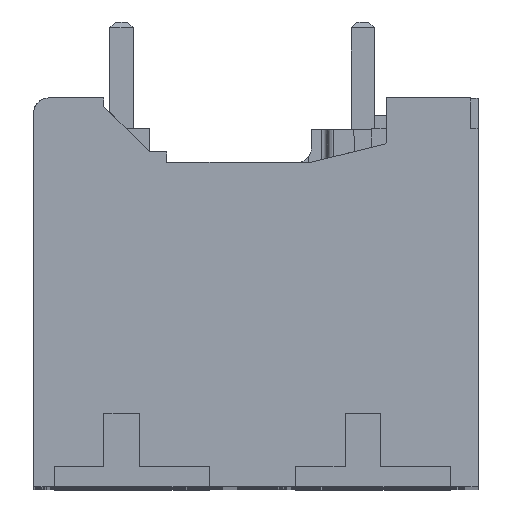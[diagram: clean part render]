
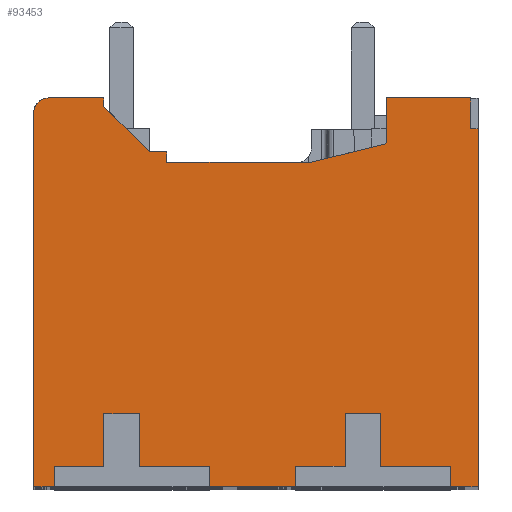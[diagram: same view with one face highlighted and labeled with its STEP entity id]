
A CAD part, top view. The second image highlights one B-rep face of the part: STEP entity #93453.
In plain terms, the highlighted planar face has unit normal (0, 0, 1).
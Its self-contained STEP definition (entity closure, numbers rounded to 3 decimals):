
#23347=DIRECTION('',(0.,1.,0.));
#23348=VECTOR('',#23347,12.25);
#23349=CARTESIAN_POINT('',(12.2,0.,2.2));
#23350=LINE('',#23349,#23348);
#24252=DIRECTION('',(-1.,0.,0.));
#24253=VECTOR('',#24252,4.959);
#24254=CARTESIAN_POINT('',(6.505,11.1,2.2));
#24255=LINE('',#24254,#24253);
#28332=DIRECTION('',(0.707,0.707,0.));
#28333=VECTOR('',#28332,0.039);
#28334=CARTESIAN_POINT('',(9.032,11.732,2.2));
#28335=LINE('',#28334,#28333);
#28336=DIRECTION('',(0.,1.,0.));
#28337=VECTOR('',#28336,1.541);
#28338=CARTESIAN_POINT('',(9.059,11.759,2.2));
#28339=LINE('',#28338,#28337);
#28340=DIRECTION('',(1.,0.,0.));
#28341=VECTOR('',#28340,2.878);
#28342=CARTESIAN_POINT('',(9.059,13.3,2.2));
#28343=LINE('',#28342,#28341);
#28344=DIRECTION('',(0.,-1.,0.));
#28345=VECTOR('',#28344,1.05);
#28346=CARTESIAN_POINT('',(11.938,13.3,2.2));
#28347=LINE('',#28346,#28345);
#28348=DIRECTION('',(-1.,0.,0.));
#28349=VECTOR('',#28348,0.95);
#28350=CARTESIAN_POINT('',(12.2,0.,2.2));
#28351=LINE('',#28350,#28349);
#28352=DIRECTION('',(0.,1.,0.));
#28353=VECTOR('',#28352,0.7);
#28354=CARTESIAN_POINT('',(11.25,0.,2.2));
#28355=LINE('',#28354,#28353);
#28356=DIRECTION('',(0.,1.,0.));
#28357=VECTOR('',#28356,1.8);
#28358=CARTESIAN_POINT('',(8.85,0.7,2.2));
#28359=LINE('',#28358,#28357);
#28360=DIRECTION('',(-1.,0.,0.));
#28361=VECTOR('',#28360,2.95);
#28362=CARTESIAN_POINT('',(5.95,0.,2.2));
#28363=LINE('',#28362,#28361);
#28364=DIRECTION('',(0.,1.,0.));
#28365=VECTOR('',#28364,0.7);
#28366=CARTESIAN_POINT('',(3.,0.,2.2));
#28367=LINE('',#28366,#28365);
#28368=DIRECTION('',(0.,1.,0.));
#28369=VECTOR('',#28368,1.8);
#28370=CARTESIAN_POINT('',(0.6,0.7,2.2));
#28371=LINE('',#28370,#28369);
#28372=DIRECTION('',(-1.,0.,0.));
#28373=VECTOR('',#28372,0.7);
#28374=CARTESIAN_POINT('',(-2.3,0.,2.2));
#28375=LINE('',#28374,#28373);
#28376=CARTESIAN_POINT('',(-2.5,12.8,2.2));
#28377=DIRECTION('',(0.,0.,-1.));
#28378=DIRECTION('',(-1.,0.,0.));
#28379=AXIS2_PLACEMENT_3D('',#28376,#28377,#28378);
#28381=DIRECTION('',(1.,0.,0.));
#28382=VECTOR('',#28381,1.895);
#28383=CARTESIAN_POINT('',(-2.5,13.3,2.2));
#28384=LINE('',#28383,#28382);
#28385=DIRECTION('',(0.,-1.,0.));
#28386=VECTOR('',#28385,0.295);
#28387=CARTESIAN_POINT('',(-0.605,13.3,2.2));
#28388=LINE('',#28387,#28386);
#28389=DIRECTION('',(0.707,-0.707,0.));
#28390=VECTOR('',#28389,2.199);
#28391=CARTESIAN_POINT('',(-0.605,13.005,2.2));
#28392=LINE('',#28391,#28390);
#28393=DIRECTION('',(1.,0.,0.));
#28394=VECTOR('',#28393,0.596);
#28395=CARTESIAN_POINT('',(0.949,11.451,2.2));
#28396=LINE('',#28395,#28394);
#28397=DIRECTION('',(0.,-1.,0.));
#28398=VECTOR('',#28397,0.351);
#28399=CARTESIAN_POINT('',(1.546,11.451,2.2));
#28400=LINE('',#28399,#28398);
#28401=DIRECTION('',(0.97,0.243,0.));
#28402=VECTOR('',#28401,2.604);
#28403=CARTESIAN_POINT('',(6.505,11.1,2.2));
#28404=LINE('',#28403,#28402);
#36489=DIRECTION('',(-1.,0.,0.));
#36490=VECTOR('',#36489,0.262);
#36491=CARTESIAN_POINT('',(12.2,12.25,2.2));
#36492=LINE('',#36491,#36490);
#36505=DIRECTION('',(1.,0.,0.));
#36506=VECTOR('',#36505,2.4);
#36507=CARTESIAN_POINT('',(8.85,0.7,2.2));
#36508=LINE('',#36507,#36506);
#36553=DIRECTION('',(1.,0.,0.));
#36554=VECTOR('',#36553,1.7);
#36555=CARTESIAN_POINT('',(5.95,0.7,2.2));
#36556=LINE('',#36555,#36554);
#36557=DIRECTION('',(0.,1.,0.));
#36558=VECTOR('',#36557,1.8);
#36559=CARTESIAN_POINT('',(7.65,0.7,2.2));
#36560=LINE('',#36559,#36558);
#36565=DIRECTION('',(1.,0.,0.));
#36566=VECTOR('',#36565,1.2);
#36567=CARTESIAN_POINT('',(7.65,2.5,2.2));
#36568=LINE('',#36567,#36566);
#36573=DIRECTION('',(0.,1.,0.));
#36574=VECTOR('',#36573,0.7);
#36575=CARTESIAN_POINT('',(5.95,0.,2.2));
#36576=LINE('',#36575,#36574);
#36585=DIRECTION('',(1.,0.,0.));
#36586=VECTOR('',#36585,2.4);
#36587=CARTESIAN_POINT('',(0.6,0.7,2.2));
#36588=LINE('',#36587,#36586);
#36633=DIRECTION('',(1.,0.,0.));
#36634=VECTOR('',#36633,1.7);
#36635=CARTESIAN_POINT('',(-2.3,0.7,2.2));
#36636=LINE('',#36635,#36634);
#36637=DIRECTION('',(0.,1.,0.));
#36638=VECTOR('',#36637,1.8);
#36639=CARTESIAN_POINT('',(-0.6,0.7,2.2));
#36640=LINE('',#36639,#36638);
#36645=DIRECTION('',(1.,0.,0.));
#36646=VECTOR('',#36645,1.2);
#36647=CARTESIAN_POINT('',(-0.6,2.5,2.2));
#36648=LINE('',#36647,#36646);
#36653=DIRECTION('',(0.,1.,0.));
#36654=VECTOR('',#36653,0.7);
#36655=CARTESIAN_POINT('',(-2.3,0.,2.2));
#36656=LINE('',#36655,#36654);
#36661=DIRECTION('',(0.,-1.,0.));
#36662=VECTOR('',#36661,12.8);
#36663=CARTESIAN_POINT('',(-3.,12.8,2.2));
#36664=LINE('',#36663,#36662);
#42849=CARTESIAN_POINT('',(-3.,0.,2.2));
#42850=VERTEX_POINT('',#42849);
#42851=CARTESIAN_POINT('',(-2.3,0.,2.2));
#42852=VERTEX_POINT('',#42851);
#42857=CARTESIAN_POINT('',(3.,0.,2.2));
#42858=VERTEX_POINT('',#42857);
#42859=CARTESIAN_POINT('',(5.95,0.,2.2));
#42860=VERTEX_POINT('',#42859);
#42865=CARTESIAN_POINT('',(11.25,0.,2.2));
#42866=VERTEX_POINT('',#42865);
#42867=CARTESIAN_POINT('',(12.2,0.,2.2));
#42868=VERTEX_POINT('',#42867);
#43229=CARTESIAN_POINT('',(12.2,12.25,2.2));
#43230=VERTEX_POINT('',#43229);
#43235=CARTESIAN_POINT('',(9.032,11.732,2.2));
#43236=CARTESIAN_POINT('',(9.059,11.759,2.2));
#43237=VERTEX_POINT('',#43235);
#43238=VERTEX_POINT('',#43236);
#43239=CARTESIAN_POINT('',(9.059,13.3,2.2));
#43240=VERTEX_POINT('',#43239);
#43241=CARTESIAN_POINT('',(11.938,13.3,2.2));
#43242=VERTEX_POINT('',#43241);
#43243=CARTESIAN_POINT('',(11.938,12.25,2.2));
#43244=VERTEX_POINT('',#43243);
#43245=CARTESIAN_POINT('',(11.25,0.7,2.2));
#43246=VERTEX_POINT('',#43245);
#43247=CARTESIAN_POINT('',(8.85,0.7,2.2));
#43248=VERTEX_POINT('',#43247);
#43249=CARTESIAN_POINT('',(8.85,2.5,2.2));
#43250=VERTEX_POINT('',#43249);
#43251=CARTESIAN_POINT('',(7.65,2.5,2.2));
#43252=VERTEX_POINT('',#43251);
#43253=CARTESIAN_POINT('',(7.65,0.7,2.2));
#43254=VERTEX_POINT('',#43253);
#43255=CARTESIAN_POINT('',(5.95,0.7,2.2));
#43256=VERTEX_POINT('',#43255);
#43257=CARTESIAN_POINT('',(3.,0.7,2.2));
#43258=VERTEX_POINT('',#43257);
#43259=CARTESIAN_POINT('',(0.6,0.7,2.2));
#43260=VERTEX_POINT('',#43259);
#43261=CARTESIAN_POINT('',(0.6,2.5,2.2));
#43262=VERTEX_POINT('',#43261);
#43263=CARTESIAN_POINT('',(-0.6,2.5,2.2));
#43264=VERTEX_POINT('',#43263);
#43265=CARTESIAN_POINT('',(-0.6,0.7,2.2));
#43266=VERTEX_POINT('',#43265);
#43267=CARTESIAN_POINT('',(-2.3,0.7,2.2));
#43268=VERTEX_POINT('',#43267);
#43269=CARTESIAN_POINT('',(-3.,12.8,2.2));
#43270=VERTEX_POINT('',#43269);
#43271=CARTESIAN_POINT('',(-2.5,13.3,2.2));
#43272=VERTEX_POINT('',#43271);
#43273=CARTESIAN_POINT('',(-0.605,13.3,2.2));
#43274=VERTEX_POINT('',#43273);
#43275=CARTESIAN_POINT('',(-0.605,13.005,2.2));
#43276=VERTEX_POINT('',#43275);
#43277=CARTESIAN_POINT('',(0.949,11.451,2.2));
#43278=VERTEX_POINT('',#43277);
#43279=CARTESIAN_POINT('',(1.546,11.451,2.2));
#43280=VERTEX_POINT('',#43279);
#43281=CARTESIAN_POINT('',(1.546,11.1,2.2));
#43282=VERTEX_POINT('',#43281);
#43283=CARTESIAN_POINT('',(6.505,11.1,2.2));
#43284=VERTEX_POINT('',#43283);
#93394=CARTESIAN_POINT('',(0.,0.,2.2));
#93395=DIRECTION('',(0.,0.,1.));
#93396=DIRECTION('',(1.,0.,0.));
#93397=AXIS2_PLACEMENT_3D('',#93394,#93395,#93396);
#93398=PLANE('',#93397);
#93400=ORIENTED_EDGE('',*,*,#93399,.T.);
#93401=ORIENTED_EDGE('',*,*,#87931,.T.);
#93402=ORIENTED_EDGE('',*,*,#87908,.T.);
#93404=ORIENTED_EDGE('',*,*,#93403,.T.);
#93406=ORIENTED_EDGE('',*,*,#93405,.F.);
#93407=ORIENTED_EDGE('',*,*,#87641,.F.);
#93408=ORIENTED_EDGE('',*,*,#55176,.T.);
#93410=ORIENTED_EDGE('',*,*,#93409,.T.);
#93412=ORIENTED_EDGE('',*,*,#93411,.F.);
#93414=ORIENTED_EDGE('',*,*,#93413,.T.);
#93416=ORIENTED_EDGE('',*,*,#93415,.F.);
#93418=ORIENTED_EDGE('',*,*,#93417,.F.);
#93420=ORIENTED_EDGE('',*,*,#93419,.F.);
#93422=ORIENTED_EDGE('',*,*,#93421,.F.);
#93423=ORIENTED_EDGE('',*,*,#55168,.T.);
#93425=ORIENTED_EDGE('',*,*,#93424,.T.);
#93427=ORIENTED_EDGE('',*,*,#93426,.F.);
#93429=ORIENTED_EDGE('',*,*,#93428,.T.);
#93431=ORIENTED_EDGE('',*,*,#93430,.F.);
#93433=ORIENTED_EDGE('',*,*,#93432,.F.);
#93435=ORIENTED_EDGE('',*,*,#93434,.F.);
#93437=ORIENTED_EDGE('',*,*,#93436,.F.);
#93438=ORIENTED_EDGE('',*,*,#55160,.T.);
#93440=ORIENTED_EDGE('',*,*,#93439,.F.);
#93441=ORIENTED_EDGE('',*,*,#93387,.T.);
#93442=ORIENTED_EDGE('',*,*,#89967,.T.);
#93443=ORIENTED_EDGE('',*,*,#89948,.T.);
#93445=ORIENTED_EDGE('',*,*,#93444,.T.);
#93446=ORIENTED_EDGE('',*,*,#89069,.T.);
#93447=ORIENTED_EDGE('',*,*,#89030,.T.);
#93448=ORIENTED_EDGE('',*,*,#88549,.F.);
#93450=ORIENTED_EDGE('',*,*,#93449,.T.);
#93451=EDGE_LOOP('',(#93400,#93401,#93402,#93404,#93406,#93407,#93408,#93410,
#93412,#93414,#93416,#93418,#93420,#93422,#93423,#93425,#93427,#93429,#93431,
#93433,#93435,#93437,#93438,#93440,#93441,#93442,#93443,#93445,#93446,#93447,
#93448,#93450));
#93452=FACE_OUTER_BOUND('',#93451,.F.);
#93453=ADVANCED_FACE('',(#93452),#93398,.T.);
#28380=CIRCLE('',#28379,0.5);
#55160=EDGE_CURVE('',#42852,#42850,#28375,.T.);
#55168=EDGE_CURVE('',#42860,#42858,#28363,.T.);
#55176=EDGE_CURVE('',#42868,#42866,#28351,.T.);
#87641=EDGE_CURVE('',#42868,#43230,#23350,.T.);
#87908=EDGE_CURVE('',#43240,#43242,#28343,.T.);
#87931=EDGE_CURVE('',#43238,#43240,#28339,.T.);
#88549=EDGE_CURVE('',#43284,#43282,#24255,.T.);
#89030=EDGE_CURVE('',#43280,#43282,#28400,.T.);
#89069=EDGE_CURVE('',#43278,#43280,#28396,.T.);
#89948=EDGE_CURVE('',#43274,#43276,#28388,.T.);
#89967=EDGE_CURVE('',#43272,#43274,#28384,.T.);
#93387=EDGE_CURVE('',#43270,#43272,#28380,.T.);
#93399=EDGE_CURVE('',#43237,#43238,#28335,.T.);
#93403=EDGE_CURVE('',#43242,#43244,#28347,.T.);
#93405=EDGE_CURVE('',#43230,#43244,#36492,.T.);
#93409=EDGE_CURVE('',#42866,#43246,#28355,.T.);
#93411=EDGE_CURVE('',#43248,#43246,#36508,.T.);
#93413=EDGE_CURVE('',#43248,#43250,#28359,.T.);
#93415=EDGE_CURVE('',#43252,#43250,#36568,.T.);
#93417=EDGE_CURVE('',#43254,#43252,#36560,.T.);
#93419=EDGE_CURVE('',#43256,#43254,#36556,.T.);
#93421=EDGE_CURVE('',#42860,#43256,#36576,.T.);
#93424=EDGE_CURVE('',#42858,#43258,#28367,.T.);
#93426=EDGE_CURVE('',#43260,#43258,#36588,.T.);
#93428=EDGE_CURVE('',#43260,#43262,#28371,.T.);
#93430=EDGE_CURVE('',#43264,#43262,#36648,.T.);
#93432=EDGE_CURVE('',#43266,#43264,#36640,.T.);
#93434=EDGE_CURVE('',#43268,#43266,#36636,.T.);
#93436=EDGE_CURVE('',#42852,#43268,#36656,.T.);
#93439=EDGE_CURVE('',#43270,#42850,#36664,.T.);
#93444=EDGE_CURVE('',#43276,#43278,#28392,.T.);
#93449=EDGE_CURVE('',#43284,#43237,#28404,.T.);
